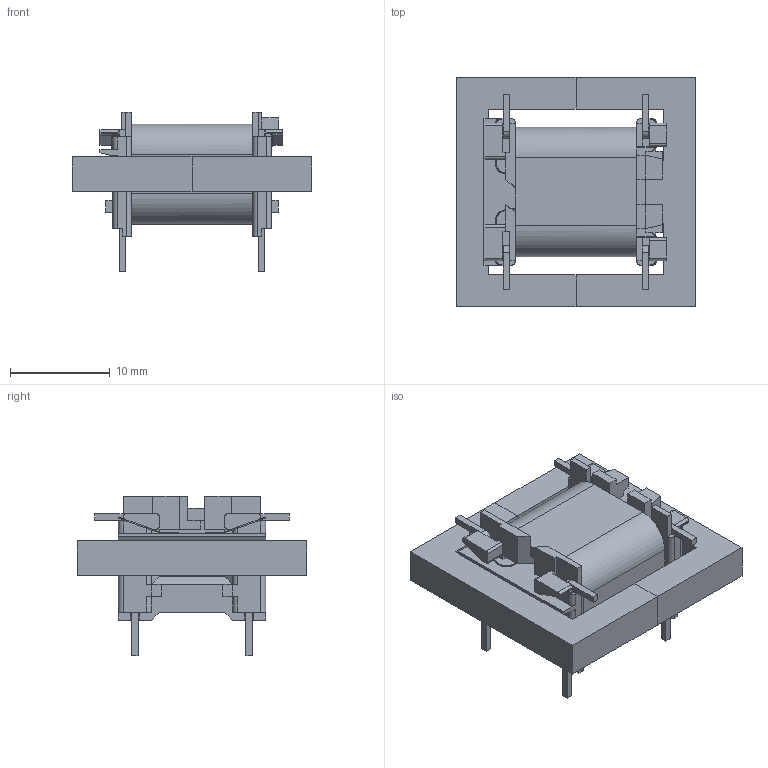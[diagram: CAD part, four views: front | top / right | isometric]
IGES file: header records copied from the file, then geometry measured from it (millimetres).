
Start section: Comment
Global section: file name: 750082111.igs; native system:  By UGS Corp.; preprocessor: XPlus GENERIC/IGES 3.0; author: Author; organization: Title; date: 20080807.133743; units: inch
Bounding box: 24 x 23 x 16.01 mm (x, y, z)
Surface area: 3314.3 mm2 (no closed solid volume)
Topology: 0 solids, 0 shells, 376 faces, 2024 edges, 2024 vertices
Faces by surface type: bspline 376
